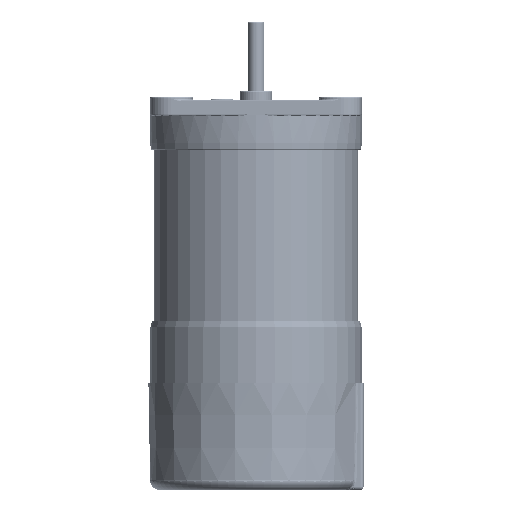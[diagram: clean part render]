
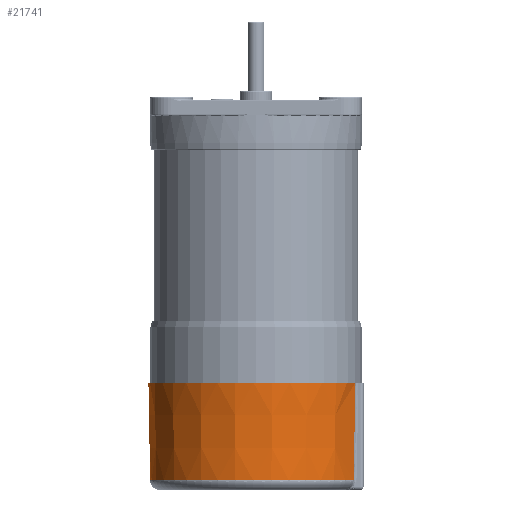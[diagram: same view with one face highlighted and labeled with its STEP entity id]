
A CAD part, left-side view. The second image highlights one B-rep face of the part: STEP entity #21741.
In plain terms, the highlighted conical face has half-angle 1 degrees and reference radius 32.814 mm.
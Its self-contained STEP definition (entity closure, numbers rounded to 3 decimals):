
#21430=CARTESIAN_POINT('',(30.009,-12.613,2.948));
#21431=VERTEX_POINT('',#21430);
#21635=CARTESIAN_POINT('',(30.009,12.613,2.948));
#21636=VERTEX_POINT('',#21635);
#21677=CARTESIAN_POINT('',(30.574,12.619,33.));
#21678=VERTEX_POINT('',#21677);
#21700=CARTESIAN_POINT('',(30.009,12.613,2.948));
#21701=CARTESIAN_POINT('',(30.197,12.615,12.965));
#21702=CARTESIAN_POINT('',(30.386,12.617,22.983));
#21703=CARTESIAN_POINT('',(30.574,12.619,33.));
#21704=B_SPLINE_CURVE_WITH_KNOTS('',3,(#21700,#21701,#21702,#21703),.UNSPECIFIED.,.F.,.U.,(4,4),(-3.106,-0.1),.UNSPECIFIED.);
#21705=EDGE_CURVE('',#21636,#21678,#21704,.T.);
#21710=CARTESIAN_POINT('',(0.0,0.,17.974));
#21711=DIRECTION('',(0.0,0.,1.0));
#21712=DIRECTION('',(0.0,1.0,0.0));
#21713=AXIS2_PLACEMENT_3D('',#21710,#21711,#21712);
#21714=CONICAL_SURFACE('',#21713,32.814,1.);
#21715=ORIENTED_EDGE('',*,*,#21705,.F.);
#21716=CARTESIAN_POINT('',(0.0,0.,2.948));
#21717=DIRECTION('',(0.0,0.0,-1.0));
#21718=DIRECTION('',(0.0,1.0,0.0));
#21719=AXIS2_PLACEMENT_3D('',#21716,#21717,#21718);
#21720=CIRCLE('',#21719,32.551);
#21721=EDGE_CURVE('',#21431,#21636,#21720,.T.);
#21722=ORIENTED_EDGE('',*,*,#21721,.F.);
#21723=CARTESIAN_POINT('',(30.574,-12.619,33.));
#21724=VERTEX_POINT('',#21723);
#21725=CARTESIAN_POINT('',(30.574,-12.619,33.));
#21726=CARTESIAN_POINT('',(30.386,-12.617,22.983));
#21727=CARTESIAN_POINT('',(30.197,-12.615,12.965));
#21728=CARTESIAN_POINT('',(30.009,-12.613,2.948));
#21729=B_SPLINE_CURVE_WITH_KNOTS('',3,(#21725,#21726,#21727,#21728),.UNSPECIFIED.,.F.,.U.,(4,4),(-3.006,0.0),.UNSPECIFIED.);
#21730=EDGE_CURVE('',#21724,#21431,#21729,.T.);
#21731=ORIENTED_EDGE('',*,*,#21730,.F.);
#21732=CARTESIAN_POINT('',(0.0,0.,33.));
#21733=DIRECTION('',(0.0,0.0,-1.0));
#21734=DIRECTION('',(0.0,1.0,0.0));
#21735=AXIS2_PLACEMENT_3D('',#21732,#21733,#21734);
#21736=CIRCLE('',#21735,33.076);
#21737=EDGE_CURVE('',#21724,#21678,#21736,.T.);
#21738=ORIENTED_EDGE('',*,*,#21737,.T.);
#21739=EDGE_LOOP('',(#21715,#21722,#21731,#21738));
#21740=FACE_OUTER_BOUND('',#21739,.T.);
#21741=ADVANCED_FACE('',(#21740),#21714,.T.);
